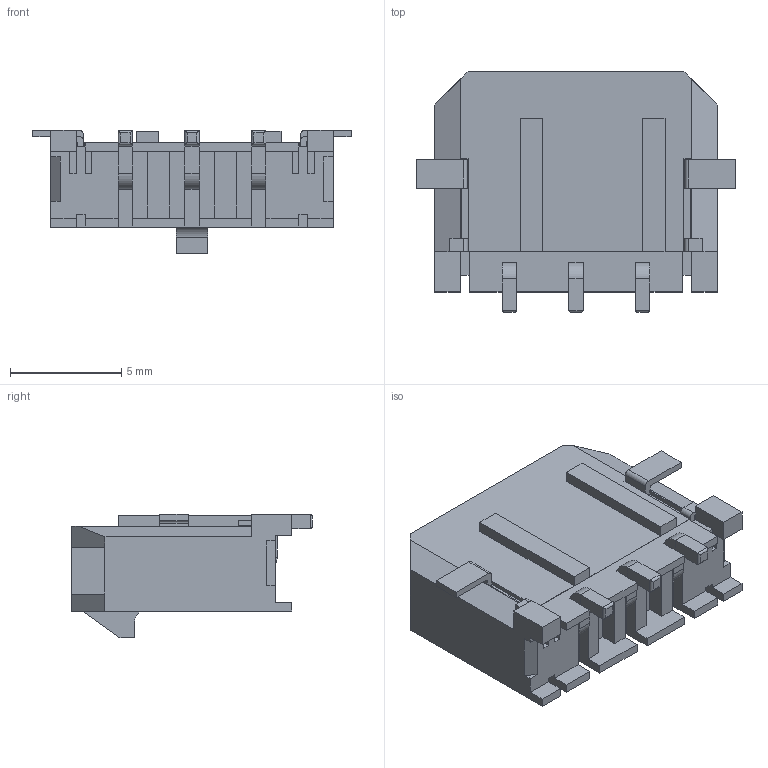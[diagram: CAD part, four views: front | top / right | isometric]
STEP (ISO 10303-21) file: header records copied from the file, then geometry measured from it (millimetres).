
FILE_DESCRIPTION (( 'STEP AP214' ), '1' );
FILE_NAME ('FWF30020-S03B23K6M-REF.STEP', '2025-04-02T09:27:41', ( '' ), ( '' ), 'SwSTEP 2.0', 'SolidWorks 2021', '' );
FILE_SCHEMA (( 'AUTOMOTIVE_DESIGN' ));
Length unit declared in the file: millimetre
Products named in the file (1): FWF30020-S03B23K6M-REF
Bounding box: 14.3 x 10.82 x 5.55 mm (x, y, z)
Volume: 308.5 mm3; surface area: 789.5 mm2
Topology: 1 solids, 1 shells, 292 faces, 783 edges, 496 vertices
Faces by surface type: plane 252, cylinder 40
Entity records: 12106 total; most frequent: CARTESIAN_POINT 1673, ORIENTED_EDGE 1566, DIRECTION 1381, EDGE_CURVE 783, LINE 709, VECTOR 709, VERTEX_POINT 496, AXIS2_PLACEMENT_3D 336
